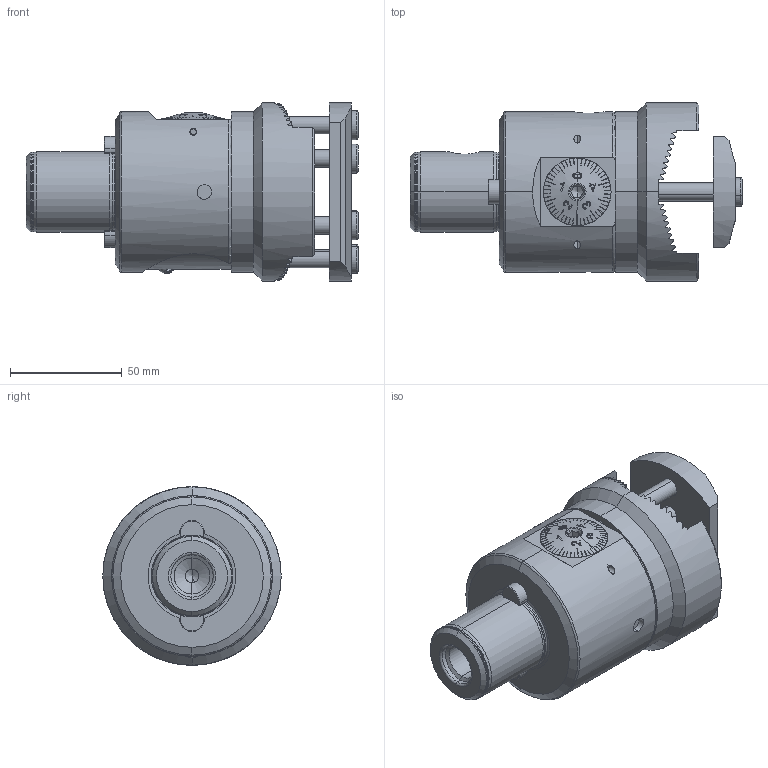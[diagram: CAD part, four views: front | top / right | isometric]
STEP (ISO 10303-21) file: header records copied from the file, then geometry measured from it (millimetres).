
FILE_DESCRIPTION (( 'STEP AP203' ), '1' );
FILE_NAME ('344.064.086.112.STEP', '2020-02-17T06:34:47', ( '' ), ( '' ), 'SwSTEP 2.0', 'SolidWorks 2017', '' );
FILE_SCHEMA (( 'CONFIG_CONTROL_DESIGN' ));
Length unit declared in the file: millimetre
Products named in the file (18): 344.064.086.112; ISO 4762 - M8 x 60; KU1-U10.001.010; ISO 2338 - 3 h8 x 6; A55-BG2.001.000_B; F72-BG3.003.013_A; F00-BG6.001.008_A; KU1-U10.001.010_2; F00-BG5.001.037_A; ST6-ER2.001.012_A; F00-ER1.101.045_A; DIN 3771 - 24x1.5; KU1-U10.001.010_1; F00-WCB.136.002_A; A55-BG3.002.016_A; ST6-F00.K10.112_A; F00-BG1.001.046_A; ISO 4762 - M6 x 35
Assembly tree (27 placements, depth 3):
  344.064.086.112
    ST6-F00.K10.112_A
    F00-BG1.001.046_A
    A55-BG2.001.000_B
    A55-BG3.002.016_A
    F72-BG3.003.013_A
    ISO 2338 - 3 h8 x 6  x3
    F00-BG6.001.008_A  x2
    DIN 3771 - 24x1.5
    ISO 4762 - M8 x 60
    KU1-U10.001.010
      KU1-U10.001.010_1
      KU1-U10.001.010_2
    F00-BG5.001.037_A
    ISO 4762 - M6 x 35  x4
    F00-ER1.101.045_A  x4
    F00-WCB.136.002_A
    ST6-ER2.001.012_A  x2
Bounding box: 148.88 x 80 x 80 mm (x, y, z)
Volume: 382847.2 mm3; surface area: 102328.9 mm2
Topology: 26 solids, 26 shells, 1042 faces, 2586 edges, 1600 vertices
Faces by surface type: plane 447, cylinder 239, cone 235, torus 82, bspline 35, sphere 4
Entity records: 31437 total; most frequent: CARTESIAN_POINT 10033, ORIENTED_EDGE 4228, DIRECTION 3737, EDGE_CURVE 2114, AXIS2_PLACEMENT_3D 1484, VERTEX_POINT 1346, EDGE_LOOP 924, FACE_OUTER_BOUND 835
